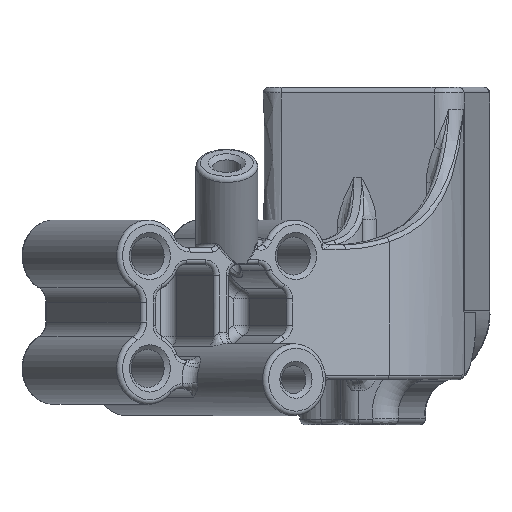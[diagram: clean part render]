
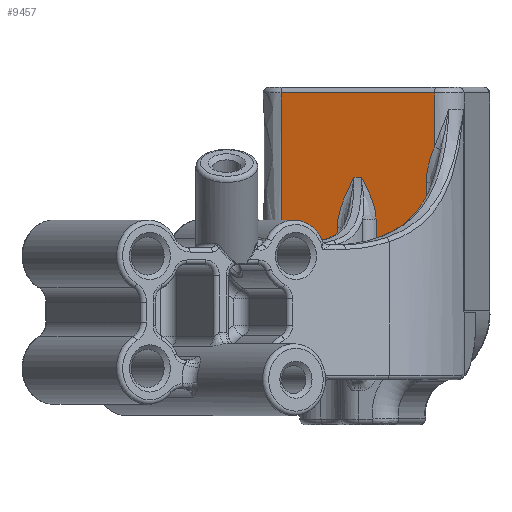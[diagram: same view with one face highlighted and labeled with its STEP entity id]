
A CAD part, left-side view. The second image highlights one B-rep face of the part: STEP entity #9457.
In plain terms, the highlighted planar face has unit normal (-0.966, 0.259, 0).
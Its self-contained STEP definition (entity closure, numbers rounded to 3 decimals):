
#542=B_SPLINE_CURVE_WITH_KNOTS('',3,(#17471,#17472,#17473,#17474,#17475,
#17476,#17477,#17478,#17479,#17480,#17481,#17482),.UNSPECIFIED.,.F.,.F.,
(4,1,1,1,1,1,1,2,4),(-0.477,-0.382,-0.334,
-0.286,-0.238,-0.191,-0.095,
0.,0.001),.UNSPECIFIED.);
#545=B_SPLINE_CURVE_WITH_KNOTS('',3,(#17589,#17590,#17591,#17592,#17593,
#17594,#17595,#17596),.UNSPECIFIED.,.F.,.F.,(4,2,1,1,4),(-0.399,
-0.398,-0.159,-0.08,0.),
 .UNSPECIFIED.);
#550=B_SPLINE_CURVE_WITH_KNOTS('',3,(#17731,#17732,#17733,#17734,#17735),
 .UNSPECIFIED.,.F.,.F.,(4,1,4),(0.,0.141,0.33),
 .UNSPECIFIED.);
#936=PLANE('',#10422);
#1299=FACE_OUTER_BOUND('',#1958,.T.);
#1958=EDGE_LOOP('',(#7667,#7668,#7669,#7670,#7671,#7672,#7673,#7674,#7675,
#7676,#7677,#7678));
#3138=LINE('',#15231,#3550);
#3142=LINE('',#15496,#3554);
#3180=LINE('',#16455,#3592);
#3213=LINE('',#16763,#3625);
#3229=LINE('',#17497,#3641);
#3230=LINE('',#17544,#3642);
#3233=LINE('',#17743,#3645);
#3277=LINE('',#19685,#3689);
#3278=LINE('',#19690,#3690);
#3550=VECTOR('',#11568,10.);
#3554=VECTOR('',#11580,10.);
#3592=VECTOR('',#11840,10.);
#3625=VECTOR('',#12041,10.);
#3641=VECTOR('',#12171,10.);
#3642=VECTOR('',#12176,10.);
#3645=VECTOR('',#12191,10.);
#3689=VECTOR('',#12541,10.);
#3690=VECTOR('',#12550,10.);
#4034=VERTEX_POINT('',#15222);
#4036=VERTEX_POINT('',#15228);
#4042=VERTEX_POINT('',#15495);
#4156=VERTEX_POINT('',#16445);
#4157=VERTEX_POINT('',#16452);
#4223=VERTEX_POINT('',#16759);
#4225=VERTEX_POINT('',#16762);
#4264=VERTEX_POINT('',#17469);
#4265=VERTEX_POINT('',#17470);
#4267=VERTEX_POINT('',#17543);
#4269=VERTEX_POINT('',#17588);
#4273=VERTEX_POINT('',#17730);
#4948=EDGE_CURVE('',#4034,#4036,#3138,.T.);
#4958=EDGE_CURVE('',#4034,#4042,#3142,.T.);
#5123=EDGE_CURVE('',#4156,#4157,#3180,.T.);
#5224=EDGE_CURVE('',#4225,#4223,#3213,.T.);
#5297=EDGE_CURVE('',#4264,#4265,#542,.T.);
#5300=EDGE_CURVE('',#4157,#4264,#3229,.T.);
#5303=EDGE_CURVE('',#4267,#4225,#3230,.T.);
#5306=EDGE_CURVE('',#4269,#4267,#545,.T.);
#5314=EDGE_CURVE('',#4273,#4042,#550,.T.);
#5317=EDGE_CURVE('',#4223,#4273,#3233,.T.);
#5526=EDGE_CURVE('',#4265,#4269,#3277,.T.);
#5527=EDGE_CURVE('',#4036,#4156,#3278,.T.);
#7667=ORIENTED_EDGE('',*,*,#4948,.T.);
#7668=ORIENTED_EDGE('',*,*,#5527,.T.);
#7669=ORIENTED_EDGE('',*,*,#5123,.T.);
#7670=ORIENTED_EDGE('',*,*,#5300,.T.);
#7671=ORIENTED_EDGE('',*,*,#5297,.T.);
#7672=ORIENTED_EDGE('',*,*,#5526,.T.);
#7673=ORIENTED_EDGE('',*,*,#5306,.T.);
#7674=ORIENTED_EDGE('',*,*,#5303,.T.);
#7675=ORIENTED_EDGE('',*,*,#5224,.T.);
#7676=ORIENTED_EDGE('',*,*,#5317,.T.);
#7677=ORIENTED_EDGE('',*,*,#5314,.T.);
#7678=ORIENTED_EDGE('',*,*,#4958,.F.);
#9457=ADVANCED_FACE('',(#1299),#936,.T.);
#10422=AXIS2_PLACEMENT_3D('',#19689,#12548,#12549);
#11568=DIRECTION('',(0.259,0.966,0.));
#11580=DIRECTION('',(0.,0.,-1.));
#11840=DIRECTION('',(-0.259,-0.966,0.));
#12041=DIRECTION('',(-0.259,-0.966,0.));
#12171=DIRECTION('',(0.,0.,1.));
#12176=DIRECTION('',(0.,0.,-1.));
#12191=DIRECTION('',(0.,0.,1.));
#12541=DIRECTION('',(-0.259,-0.966,0.));
#12548=DIRECTION('center_axis',(-0.966,0.259,0.));
#12549=DIRECTION('ref_axis',(0.259,0.966,0.));
#12550=DIRECTION('',(0.,0.,-1.));
#15222=CARTESIAN_POINT('',(8.582,-15.449,5.));
#15228=CARTESIAN_POINT('',(12.239,-1.801,5.));
#15231=CARTESIAN_POINT('',(9.5,-12.025,5.));
#15495=CARTESIAN_POINT('',(8.582,-15.449,0.217));
#15496=CARTESIAN_POINT('',(8.582,-15.449,5.5));
#16445=CARTESIAN_POINT('',(12.239,-1.801,-12.75));
#16452=CARTESIAN_POINT('',(10.905,-6.78,-12.75));
#16455=CARTESIAN_POINT('',(10.313,-8.991,-12.75));
#16759=CARTESIAN_POINT('',(8.782,-14.703,-12.75));
#16762=CARTESIAN_POINT('',(9.977,-10.243,-12.75));
#16763=CARTESIAN_POINT('',(9.449,-12.213,-12.75));
#17469=CARTESIAN_POINT('',(10.905,-6.78,-6.986));
#17470=CARTESIAN_POINT('',(10.506,-8.27,-2.5));
#17471=CARTESIAN_POINT('Ctrl Pts',(10.905,-6.78,-6.986));
#17472=CARTESIAN_POINT('Ctrl Pts',(10.905,-6.78,-6.668));
#17473=CARTESIAN_POINT('Ctrl Pts',(10.887,-6.847,-6.192));
#17474=CARTESIAN_POINT('Ctrl Pts',(10.847,-6.996,-5.573));
#17475=CARTESIAN_POINT('Ctrl Pts',(10.811,-7.133,-5.117));
#17476=CARTESIAN_POINT('Ctrl Pts',(10.769,-7.289,-4.668));
#17477=CARTESIAN_POINT('Ctrl Pts',(10.707,-7.518,-4.078));
#17478=CARTESIAN_POINT('Ctrl Pts',(10.621,-7.839,-3.355));
#17479=CARTESIAN_POINT('Ctrl Pts',(10.546,-8.122,-2.789));
#17480=CARTESIAN_POINT('Ctrl Pts',(10.507,-8.267,-2.506));
#17481=CARTESIAN_POINT('Ctrl Pts',(10.506,-8.269,-2.503));
#17482=CARTESIAN_POINT('Ctrl Pts',(10.506,-8.27,-2.5));
#17497=CARTESIAN_POINT('',(10.905,-6.78,-14.5));
#17543=CARTESIAN_POINT('',(9.977,-10.243,-6.219));
#17544=CARTESIAN_POINT('',(9.977,-10.243,-14.5));
#17588=CARTESIAN_POINT('',(10.324,-8.948,-2.5));
#17589=CARTESIAN_POINT('Ctrl Pts',(10.324,-8.948,-2.5));
#17590=CARTESIAN_POINT('Ctrl Pts',(10.324,-8.95,-2.503));
#17591=CARTESIAN_POINT('Ctrl Pts',(10.323,-8.951,-2.505));
#17592=CARTESIAN_POINT('Ctrl Pts',(10.227,-9.311,-3.212));
#17593=CARTESIAN_POINT('Ctrl Pts',(10.091,-9.818,-4.141));
#17594=CARTESIAN_POINT('Ctrl Pts',(9.993,-10.185,-5.42));
#17595=CARTESIAN_POINT('Ctrl Pts',(9.977,-10.243,-5.954));
#17596=CARTESIAN_POINT('Ctrl Pts',(9.977,-10.243,-6.219));
#17730=CARTESIAN_POINT('',(8.782,-14.703,-2.963));
#17731=CARTESIAN_POINT('Ctrl Pts',(8.782,-14.703,-2.963));
#17732=CARTESIAN_POINT('Ctrl Pts',(8.782,-14.703,-2.492));
#17733=CARTESIAN_POINT('Ctrl Pts',(8.742,-14.854,-1.399));
#17734=CARTESIAN_POINT('Ctrl Pts',(8.652,-15.189,-0.35));
#17735=CARTESIAN_POINT('Ctrl Pts',(8.582,-15.449,0.217));
#17743=CARTESIAN_POINT('',(8.782,-14.703,-14.5));
#19685=CARTESIAN_POINT('',(9.888,-10.577,-2.5));
#19689=CARTESIAN_POINT('Origin',(8.582,-15.449,5.5));
#19690=CARTESIAN_POINT('',(12.239,-1.801,5.5));
